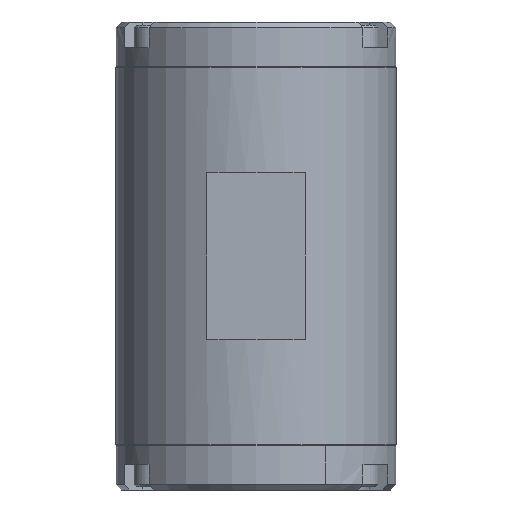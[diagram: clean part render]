
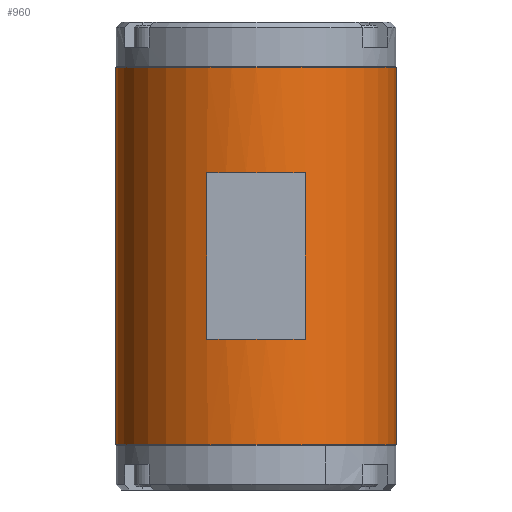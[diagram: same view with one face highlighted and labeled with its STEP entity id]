
A CAD part, front view. The second image highlights one B-rep face of the part: STEP entity #960.
In plain terms, the highlighted cylindrical face has radius 12.675 mm (diameter 25.35 mm), a partial arc.
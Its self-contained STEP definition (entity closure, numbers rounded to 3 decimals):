
#126 = VECTOR ( 'NONE', #6561, 1000. ) ;
#256 = CARTESIAN_POINT ( 'NONE',  ( -30.944, 1.539, 33.73 ) ) ;
#265 = CARTESIAN_POINT ( 'NONE',  ( -22.701, -10.336, 9.23 ) ) ;
#362 = AXIS2_PLACEMENT_3D ( 'NONE', #3737, #3736, #3739 ) ;
#619 = CIRCLE ( 'NONE', #3223, 12.675 ) ;
#960 = ADVANCED_FACE ( 'NONE', ( #2555, #2661 ), #2553, .T. ) ;
#1800 = CARTESIAN_POINT ( 'NONE',  ( -22.701, -10.336, 34.23 ) ) ;
#1801 = DIRECTION ( 'NONE',  ( 0., 0., 1. ) ) ;
#1891 = DIRECTION ( 'NONE',  ( 0., 0., 1. ) ) ;
#1895 = CARTESIAN_POINT ( 'NONE',  ( -30.944, 1.539, 34.23 ) ) ;
#1921 = CARTESIAN_POINT ( 'NONE',  ( -5.594, 1.539, 34.23 ) ) ;
#1922 = DIRECTION ( 'NONE',  ( 0., 0., 1. ) ) ;
#1942 = CARTESIAN_POINT ( 'NONE',  ( -18.269, 1.539, 33.73 ) ) ;
#1943 = DIRECTION ( 'NONE',  ( 0., 0., 1. ) ) ;
#1944 = DIRECTION ( 'NONE',  ( 1., 0., 0. ) ) ;
#1946 = CARTESIAN_POINT ( 'NONE',  ( -18.269, 1.539, 24.23 ) ) ;
#1947 = DIRECTION ( 'NONE',  ( 0., 0., 1. ) ) ;
#1948 = DIRECTION ( 'NONE',  ( 1., 0., 0. ) ) ;
#1958 = CARTESIAN_POINT ( 'NONE',  ( -18.269, 1.539, -0.27 ) ) ;
#1959 = DIRECTION ( 'NONE',  ( 0., 0., 1. ) ) ;
#1960 = DIRECTION ( 'NONE',  ( 1., 0., 0. ) ) ;
#2164 = CARTESIAN_POINT ( 'NONE',  ( -13.837, -10.336, 9.23 ) ) ;
#2166 = CARTESIAN_POINT ( 'NONE',  ( -13.837, -10.336, 24.23 ) ) ;
#2182 = CARTESIAN_POINT ( 'NONE',  ( -5.594, 1.539, 33.73 ) ) ;
#2183 = CARTESIAN_POINT ( 'NONE',  ( -5.594, 1.539, -0.27 ) ) ;
#2241 = CARTESIAN_POINT ( 'NONE',  ( -30.944, 1.539, -0.27 ) ) ;
#2311 = CARTESIAN_POINT ( 'NONE',  ( -22.701, -10.336, 24.23 ) ) ;
#2553 = CYLINDRICAL_SURFACE ( 'NONE', #362, 12.675 ) ;
#2555 = FACE_OUTER_BOUND ( 'NONE', #4528, .T. ) ;
#2661 = FACE_BOUND ( 'NONE', #4727, .T. ) ;
#3223 = AXIS2_PLACEMENT_3D ( 'NONE', #6547, #6548, #6549 ) ;
#3291 = AXIS2_PLACEMENT_3D ( 'NONE', #1942, #1943, #1944 ) ;
#3293 = AXIS2_PLACEMENT_3D ( 'NONE', #1946, #1947, #1948 ) ;
#3300 = AXIS2_PLACEMENT_3D ( 'NONE', #1958, #1959, #1960 ) ;
#3450 = VERTEX_POINT ( 'NONE', #265 ) ;
#3460 = VERTEX_POINT ( 'NONE', #256 ) ;
#3736 = DIRECTION ( 'NONE',  ( 0., 0., 1. ) ) ;
#3737 = CARTESIAN_POINT ( 'NONE',  ( -18.269, 1.539, 34.23 ) ) ;
#3739 = DIRECTION ( 'NONE',  ( 1., 0., 0. ) ) ;
#4133 = LINE ( 'NONE', #1800, #4134 ) ;
#4134 = VECTOR ( 'NONE', #1801, 1000. ) ;
#4185 = LINE ( 'NONE', #1895, #4191 ) ;
#4191 = VECTOR ( 'NONE', #1891, 1000. ) ;
#4209 = LINE ( 'NONE', #1921, #4211 ) ;
#4211 = VECTOR ( 'NONE', #1922, 1000. ) ;
#4220 = CIRCLE ( 'NONE', #3293, 12.675 ) ;
#4222 = CIRCLE ( 'NONE', #3291, 12.675 ) ;
#4223 = CIRCLE ( 'NONE', #3300, 12.675 ) ;
#4477 = VERTEX_POINT ( 'NONE', #2183 ) ;
#4481 = VERTEX_POINT ( 'NONE', #2182 ) ;
#4515 = VERTEX_POINT ( 'NONE', #2164 ) ;
#4528 = EDGE_LOOP ( 'NONE', ( #5760, #5582, #5517, #5717 ) ) ;
#4635 = VERTEX_POINT ( 'NONE', #2311 ) ;
#4643 = VERTEX_POINT ( 'NONE', #2166 ) ;
#4695 = VERTEX_POINT ( 'NONE', #2241 ) ;
#4727 = EDGE_LOOP ( 'NONE', ( #5713, #5634, #5516, #5673 ) ) ;
#5516 = ORIENTED_EDGE ( 'NONE', *, *, #5941, .T. ) ;
#5517 = ORIENTED_EDGE ( 'NONE', *, *, #5992, .T. ) ;
#5582 = ORIENTED_EDGE ( 'NONE', *, *, #6003, .T. ) ;
#5634 = ORIENTED_EDGE ( 'NONE', *, *, #5927, .T. ) ;
#5673 = ORIENTED_EDGE ( 'NONE', *, *, #6000, .T. ) ;
#5713 = ORIENTED_EDGE ( 'NONE', *, *, #5933, .T. ) ;
#5717 = ORIENTED_EDGE ( 'NONE', *, *, #5999, .F. ) ;
#5760 = ORIENTED_EDGE ( 'NONE', *, *, #5979, .F. ) ;
#5803 = LINE ( 'NONE', #6560, #126 ) ;
#5927 = EDGE_CURVE ( 'NONE', #4515, #3450, #619, .T. ) ;
#5933 = EDGE_CURVE ( 'NONE', #4643, #4515, #5803, .T. ) ;
#5941 = EDGE_CURVE ( 'NONE', #3450, #4635, #4133, .T. ) ;
#5979 = EDGE_CURVE ( 'NONE', #4695, #3460, #4185, .T. ) ;
#5992 = EDGE_CURVE ( 'NONE', #4477, #4481, #4209, .T. ) ;
#5999 = EDGE_CURVE ( 'NONE', #3460, #4481, #4222, .T. ) ;
#6000 = EDGE_CURVE ( 'NONE', #4635, #4643, #4220, .T. ) ;
#6003 = EDGE_CURVE ( 'NONE', #4695, #4477, #4223, .T. ) ;
#6547 = CARTESIAN_POINT ( 'NONE',  ( -18.269, 1.539, 9.23 ) ) ;
#6548 = DIRECTION ( 'NONE',  ( 0., 0., -1. ) ) ;
#6549 = DIRECTION ( 'NONE',  ( -1., 0., 0. ) ) ;
#6560 = CARTESIAN_POINT ( 'NONE',  ( -13.837, -10.336, 34.23 ) ) ;
#6561 = DIRECTION ( 'NONE',  ( 0., 0., -1. ) ) ;
